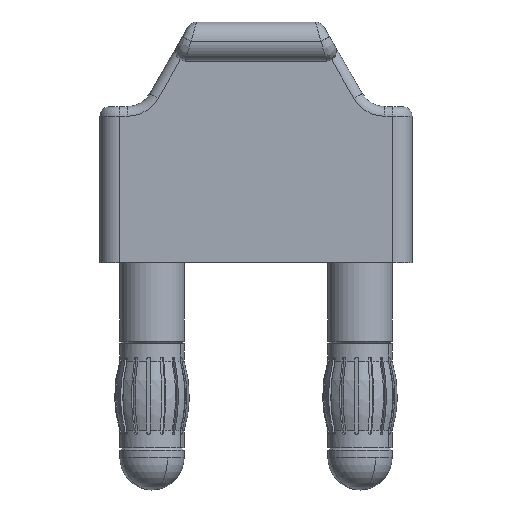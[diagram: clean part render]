
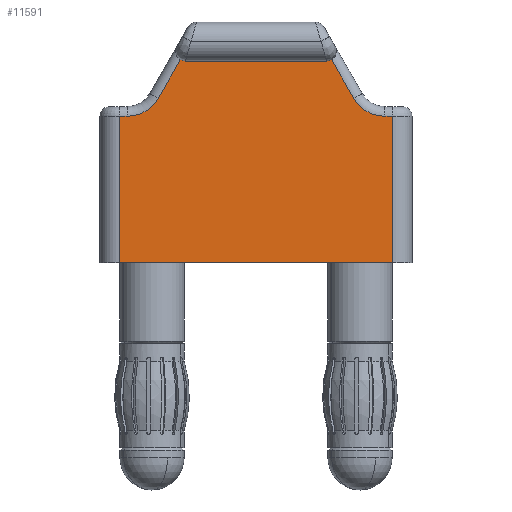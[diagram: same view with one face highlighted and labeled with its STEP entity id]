
A CAD part, front view. The second image highlights one B-rep face of the part: STEP entity #11591.
In plain terms, the highlighted planar face has unit normal (0, -1, 0).
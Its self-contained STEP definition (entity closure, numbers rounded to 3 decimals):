
#11476=AXIS2_PLACEMENT_3D('Circle Axis2P3D',#11474,#11475,$) ;
#11491=AXIS2_PLACEMENT_3D('Plane Axis2P3D',#11488,#11489,#11490) ;
#11511=AXIS2_PLACEMENT_3D('Circle Axis2P3D',#11509,#11510,$) ;
#11525=AXIS2_PLACEMENT_3D('Circle Axis2P3D',#11523,#11524,$) ;
#11537=AXIS2_PLACEMENT_3D('Circle Axis2P3D',#11535,#11536,$) ;
#11374=CARTESIAN_POINT('Vertex',(6.567,1.5,33.)) ;
#11377=CARTESIAN_POINT('Line Origine',(12.,1.5,33.)) ;
#11381=CARTESIAN_POINT('Vertex',(17.433,1.5,33.)) ;
#11471=CARTESIAN_POINT('Vertex',(6.192,1.5,33.1)) ;
#11474=CARTESIAN_POINT('Axis2P3D Location',(6.567,1.5,33.75)) ;
#11488=CARTESIAN_POINT('Axis2P3D Location',(24.,1.5,17.5)) ;
#11493=CARTESIAN_POINT('Line Origine',(22.51,1.5,28.625)) ;
#11497=CARTESIAN_POINT('Vertex',(22.51,1.5,28.5)) ;
#11499=CARTESIAN_POINT('Vertex',(22.51,1.5,28.75)) ;
#11502=CARTESIAN_POINT('Line Origine',(22.209,1.5,28.75)) ;
#11506=CARTESIAN_POINT('Vertex',(21.907,1.5,28.75)) ;
#11509=CARTESIAN_POINT('Axis2P3D Location',(21.907,1.5,31.5)) ;
#11513=CARTESIAN_POINT('Vertex',(19.526,1.5,30.125)) ;
#11516=CARTESIAN_POINT('Line Origine',(18.667,1.5,31.613)) ;
#11520=CARTESIAN_POINT('Vertex',(17.808,1.5,33.1)) ;
#11523=CARTESIAN_POINT('Axis2P3D Location',(17.433,1.5,33.75)) ;
#11528=CARTESIAN_POINT('Line Origine',(5.333,1.5,31.613)) ;
#11532=CARTESIAN_POINT('Vertex',(4.474,1.5,30.125)) ;
#11535=CARTESIAN_POINT('Axis2P3D Location',(2.093,1.5,31.5)) ;
#11539=CARTESIAN_POINT('Vertex',(2.093,1.5,28.75)) ;
#11542=CARTESIAN_POINT('Line Origine',(1.791,1.5,28.75)) ;
#11546=CARTESIAN_POINT('Vertex',(1.49,1.5,28.75)) ;
#11549=CARTESIAN_POINT('Line Origine',(1.49,1.5,28.625)) ;
#11553=CARTESIAN_POINT('Vertex',(1.49,1.5,28.5)) ;
#11556=CARTESIAN_POINT('Line Origine',(1.49,1.5,23.)) ;
#11560=CARTESIAN_POINT('Vertex',(1.49,1.5,17.5)) ;
#11563=CARTESIAN_POINT('Line Origine',(12.,1.5,17.5)) ;
#11567=CARTESIAN_POINT('Vertex',(22.51,1.5,17.5)) ;
#11570=CARTESIAN_POINT('Line Origine',(22.51,1.5,23.)) ;
#11378=DIRECTION('Vector Direction',(-1.,0.,0.)) ;
#11475=DIRECTION('Axis2P3D Direction',(0.,1.,0.)) ;
#11489=DIRECTION('Axis2P3D Direction',(0.,1.,0.)) ;
#11490=DIRECTION('Axis2P3D XDirection',(-1.,0.,0.)) ;
#11494=DIRECTION('Vector Direction',(0.,0.,1.)) ;
#11503=DIRECTION('Vector Direction',(1.,0.,0.)) ;
#11510=DIRECTION('Axis2P3D Direction',(0.,1.,0.)) ;
#11517=DIRECTION('Vector Direction',(-0.5,0.,0.866)) ;
#11524=DIRECTION('Axis2P3D Direction',(0.,1.,0.)) ;
#11529=DIRECTION('Vector Direction',(0.5,0.,0.866)) ;
#11536=DIRECTION('Axis2P3D Direction',(0.,1.,0.)) ;
#11543=DIRECTION('Vector Direction',(1.,0.,0.)) ;
#11550=DIRECTION('Vector Direction',(0.,0.,1.)) ;
#11557=DIRECTION('Vector Direction',(0.,0.,1.)) ;
#11564=DIRECTION('Vector Direction',(1.,0.,0.)) ;
#11571=DIRECTION('Vector Direction',(0.,0.,1.)) ;
#11379=VECTOR('Line Direction',#11378,1.) ;
#11495=VECTOR('Line Direction',#11494,1.) ;
#11504=VECTOR('Line Direction',#11503,1.) ;
#11518=VECTOR('Line Direction',#11517,1.) ;
#11530=VECTOR('Line Direction',#11529,1.) ;
#11544=VECTOR('Line Direction',#11543,1.) ;
#11551=VECTOR('Line Direction',#11550,1.) ;
#11558=VECTOR('Line Direction',#11557,1.) ;
#11565=VECTOR('Line Direction',#11564,1.) ;
#11572=VECTOR('Line Direction',#11571,1.) ;
#11576=ORIENTED_EDGE('',*,*,#11501,.T.) ;
#11577=ORIENTED_EDGE('',*,*,#11508,.F.) ;
#11578=ORIENTED_EDGE('',*,*,#11515,.F.) ;
#11579=ORIENTED_EDGE('',*,*,#11522,.F.) ;
#11580=ORIENTED_EDGE('',*,*,#11527,.F.) ;
#11581=ORIENTED_EDGE('',*,*,#11383,.T.) ;
#11582=ORIENTED_EDGE('',*,*,#11478,.F.) ;
#11583=ORIENTED_EDGE('',*,*,#11534,.F.) ;
#11584=ORIENTED_EDGE('',*,*,#11541,.F.) ;
#11585=ORIENTED_EDGE('',*,*,#11548,.F.) ;
#11586=ORIENTED_EDGE('',*,*,#11555,.F.) ;
#11587=ORIENTED_EDGE('',*,*,#11562,.F.) ;
#11588=ORIENTED_EDGE('',*,*,#11569,.F.) ;
#11589=ORIENTED_EDGE('',*,*,#11574,.T.) ;
#11591=ADVANCED_FACE('ISGH-Multi-Contact.1\\STECKERGRIFF',(#11590),#11492,.F.) ;
#11477=CIRCLE('generated circle',#11476,0.75) ;
#11512=CIRCLE('generated circle',#11511,2.75) ;
#11526=CIRCLE('generated circle',#11525,0.75) ;
#11538=CIRCLE('generated circle',#11537,2.75) ;
#11383=EDGE_CURVE('',#11382,#11375,#11380,.T.) ;
#11478=EDGE_CURVE('',#11472,#11375,#11477,.F.) ;
#11501=EDGE_CURVE('',#11498,#11500,#11496,.T.) ;
#11508=EDGE_CURVE('',#11507,#11500,#11505,.T.) ;
#11515=EDGE_CURVE('',#11514,#11507,#11512,.F.) ;
#11522=EDGE_CURVE('',#11521,#11514,#11519,.F.) ;
#11527=EDGE_CURVE('',#11382,#11521,#11526,.F.) ;
#11534=EDGE_CURVE('',#11533,#11472,#11531,.T.) ;
#11541=EDGE_CURVE('',#11540,#11533,#11538,.F.) ;
#11548=EDGE_CURVE('',#11547,#11540,#11545,.T.) ;
#11555=EDGE_CURVE('',#11554,#11547,#11552,.T.) ;
#11562=EDGE_CURVE('',#11561,#11554,#11559,.T.) ;
#11569=EDGE_CURVE('',#11568,#11561,#11566,.F.) ;
#11574=EDGE_CURVE('',#11568,#11498,#11573,.T.) ;
#11575=EDGE_LOOP('',(#11576,#11577,#11578,#11579,#11580,#11581,#11582,#11583,#11584,#11585,#11586,#11587,#11588,#11589)) ;
#11590=FACE_OUTER_BOUND('',#11575,.T.) ;
#11380=LINE('Line',#11377,#11379) ;
#11496=LINE('Line',#11493,#11495) ;
#11505=LINE('Line',#11502,#11504) ;
#11519=LINE('Line',#11516,#11518) ;
#11531=LINE('Line',#11528,#11530) ;
#11545=LINE('Line',#11542,#11544) ;
#11552=LINE('Line',#11549,#11551) ;
#11559=LINE('Line',#11556,#11558) ;
#11566=LINE('Line',#11563,#11565) ;
#11573=LINE('Line',#11570,#11572) ;
#11492=PLANE('',#11491) ;
#11375=VERTEX_POINT('',#11374) ;
#11382=VERTEX_POINT('',#11381) ;
#11472=VERTEX_POINT('',#11471) ;
#11498=VERTEX_POINT('',#11497) ;
#11500=VERTEX_POINT('',#11499) ;
#11507=VERTEX_POINT('',#11506) ;
#11514=VERTEX_POINT('',#11513) ;
#11521=VERTEX_POINT('',#11520) ;
#11533=VERTEX_POINT('',#11532) ;
#11540=VERTEX_POINT('',#11539) ;
#11547=VERTEX_POINT('',#11546) ;
#11554=VERTEX_POINT('',#11553) ;
#11561=VERTEX_POINT('',#11560) ;
#11568=VERTEX_POINT('',#11567) ;
